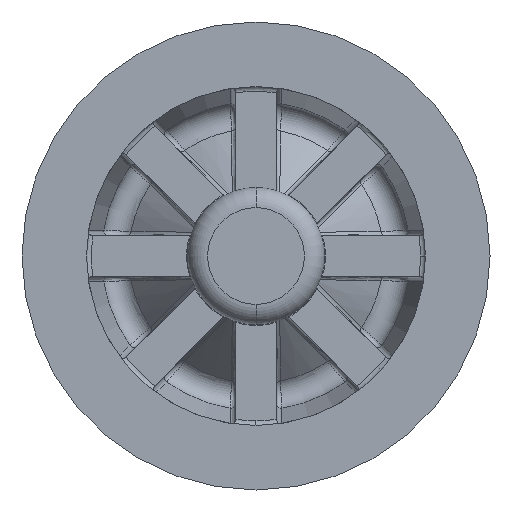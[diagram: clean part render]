
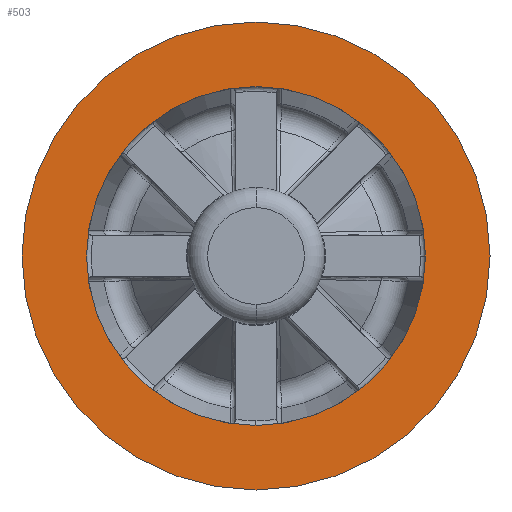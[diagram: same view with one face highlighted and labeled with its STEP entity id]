
A CAD part, front view. The second image highlights one B-rep face of the part: STEP entity #503.
In plain terms, the highlighted planar face has unit normal (0, -1, 0).
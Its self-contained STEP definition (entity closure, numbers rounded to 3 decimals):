
#42 = CIRCLE ( 'NONE', #2569, 14.5 ) ;
#140 = PLANE ( 'NONE',  #4740 ) ;
#176 = CARTESIAN_POINT ( 'NONE',  ( 0., -1., 10.5 ) ) ;
#327 = DIRECTION ( 'NONE',  ( 0., 0., 1. ) ) ;
#426 = CIRCLE ( 'NONE', #4981, 10.5 ) ;
#503 = ADVANCED_FACE ( 'NONE', ( #2925, #1965 ), #140, .T. ) ;
#568 = VERTEX_POINT ( 'NONE', #176 ) ;
#751 = CARTESIAN_POINT ( 'NONE',  ( 0., -1., 0. ) ) ;
#932 = EDGE_CURVE ( 'NONE', #568, #3352, #426, .T. ) ;
#1002 = CARTESIAN_POINT ( 'NONE',  ( 0., -1., -14.5 ) ) ;
#1056 = EDGE_LOOP ( 'NONE', ( #1428, #5536 ) ) ;
#1176 = EDGE_CURVE ( 'NONE', #4305, #4272, #42, .T. ) ;
#1226 = DIRECTION ( 'NONE',  ( 0., 1., 0. ) ) ;
#1385 = EDGE_CURVE ( 'NONE', #3352, #568, #5762, .T. ) ;
#1419 = CARTESIAN_POINT ( 'NONE',  ( 0., -1., 0. ) ) ;
#1428 = ORIENTED_EDGE ( 'NONE', *, *, #4214, .F. ) ;
#1551 = DIRECTION ( 'NONE',  ( 0., -1., 0. ) ) ;
#1965 = FACE_OUTER_BOUND ( 'NONE', #1056, .T. ) ;
#2385 = DIRECTION ( 'NONE',  ( 0., 0., 1. ) ) ;
#2562 = AXIS2_PLACEMENT_3D ( 'NONE', #1419, #5178, #2385 ) ;
#2569 = AXIS2_PLACEMENT_3D ( 'NONE', #4022, #3142, #327 ) ;
#2803 = ORIENTED_EDGE ( 'NONE', *, *, #1385, .T. ) ;
#2925 = FACE_BOUND ( 'NONE', #3454, .T. ) ;
#3019 = DIRECTION ( 'NONE',  ( 0., 0., -1. ) ) ;
#3142 = DIRECTION ( 'NONE',  ( 0., 1., 0. ) ) ;
#3312 = DIRECTION ( 'NONE',  ( 0., 0., 1. ) ) ;
#3352 = VERTEX_POINT ( 'NONE', #4356 ) ;
#3454 = EDGE_LOOP ( 'NONE', ( #3896, #2803 ) ) ;
#3470 = CIRCLE ( 'NONE', #2562, 14.5 ) ;
#3896 = ORIENTED_EDGE ( 'NONE', *, *, #932, .T. ) ;
#3897 = CARTESIAN_POINT ( 'NONE',  ( 0., -1., 0. ) ) ;
#4022 = CARTESIAN_POINT ( 'NONE',  ( 0., -1., 0. ) ) ;
#4190 = CARTESIAN_POINT ( 'NONE',  ( 0., -1., 14.5 ) ) ;
#4214 = EDGE_CURVE ( 'NONE', #4272, #4305, #3470, .T. ) ;
#4272 = VERTEX_POINT ( 'NONE', #4190 ) ;
#4305 = VERTEX_POINT ( 'NONE', #1002 ) ;
#4341 = CARTESIAN_POINT ( 'NONE',  ( -14.5, -1., 0. ) ) ;
#4356 = CARTESIAN_POINT ( 'NONE',  ( 0., -1., -10.5 ) ) ;
#4590 = AXIS2_PLACEMENT_3D ( 'NONE', #3897, #4855, #5832 ) ;
#4740 = AXIS2_PLACEMENT_3D ( 'NONE', #4341, #1551, #3019 ) ;
#4855 = DIRECTION ( 'NONE',  ( 0., 1., 0. ) ) ;
#4981 = AXIS2_PLACEMENT_3D ( 'NONE', #751, #1226, #3312 ) ;
#5178 = DIRECTION ( 'NONE',  ( 0., 1., 0. ) ) ;
#5536 = ORIENTED_EDGE ( 'NONE', *, *, #1176, .F. ) ;
#5762 = CIRCLE ( 'NONE', #4590, 10.5 ) ;
#5832 = DIRECTION ( 'NONE',  ( 0., 0., 1. ) ) ;
